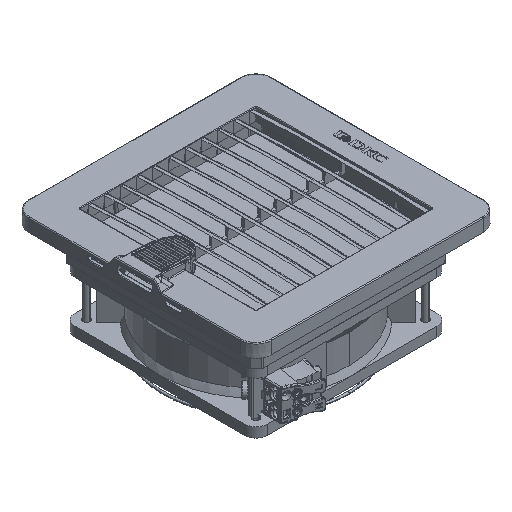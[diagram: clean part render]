
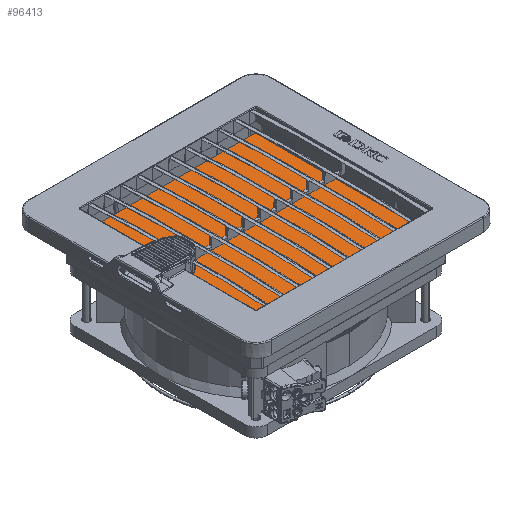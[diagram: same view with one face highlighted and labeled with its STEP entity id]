
A CAD part, isometric view. The second image highlights one B-rep face of the part: STEP entity #96413.
In plain terms, the highlighted planar face has unit normal (0, 0, 1).
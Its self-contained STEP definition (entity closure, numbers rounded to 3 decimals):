
#668 = DIRECTION ( 'NONE',  ( 1., 0., 0. ) ) ;
#7892 = VERTEX_POINT ( 'NONE', #122076 ) ;
#9338 = LINE ( 'NONE', #57564, #150569 ) ;
#9607 = CARTESIAN_POINT ( 'NONE',  ( 54.447, -54.547, 10. ) ) ;
#11157 = VERTEX_POINT ( 'NONE', #210354 ) ;
#21469 = FACE_OUTER_BOUND ( 'NONE', #176076, .T. ) ;
#23479 = AXIS2_PLACEMENT_3D ( 'NONE', #74609, #91698, #210854 ) ;
#25480 = VERTEX_POINT ( 'NONE', #53574 ) ;
#28604 = ORIENTED_EDGE ( 'NONE', *, *, #38020, .T. ) ;
#33850 = LINE ( 'NONE', #164707, #73749 ) ;
#38020 = EDGE_CURVE ( 'NONE', #11157, #66532, #194222, .T. ) ;
#40983 = EDGE_CURVE ( 'NONE', #66532, #25480, #192797, .T. ) ;
#53574 = CARTESIAN_POINT ( 'NONE',  ( 54.447, 54.547, 10. ) ) ;
#57564 = CARTESIAN_POINT ( 'NONE',  ( -54.447, 54.547, 10. ) ) ;
#58208 = VECTOR ( 'NONE', #668, 1000. ) ;
#60949 = DIRECTION ( 'NONE',  ( 0., 1., 0. ) ) ;
#62720 = EDGE_CURVE ( 'NONE', #7892, #11157, #33850, .T. ) ;
#66532 = VERTEX_POINT ( 'NONE', #67315 ) ;
#67315 = CARTESIAN_POINT ( 'NONE',  ( 54.447, -54.547, 10. ) ) ;
#73749 = VECTOR ( 'NONE', #130386, 1000. ) ;
#74609 = CARTESIAN_POINT ( 'NONE',  ( 0., 0., 10. ) ) ;
#80656 = EDGE_CURVE ( 'NONE', #25480, #7892, #9338, .T. ) ;
#85478 = CARTESIAN_POINT ( 'NONE',  ( -54.447, -54.547, 10. ) ) ;
#89181 = ORIENTED_EDGE ( 'NONE', *, *, #40983, .T. ) ;
#91698 = DIRECTION ( 'NONE',  ( 0., 0., -1. ) ) ;
#96000 = ORIENTED_EDGE ( 'NONE', *, *, #80656, .T. ) ;
#96413 = ADVANCED_FACE ( 'NONE', ( #21469 ), #176724, .F. ) ;
#114222 = ORIENTED_EDGE ( 'NONE', *, *, #62720, .T. ) ;
#122076 = CARTESIAN_POINT ( 'NONE',  ( -54.447, 54.547, 10. ) ) ;
#130386 = DIRECTION ( 'NONE',  ( 0., -1., 0. ) ) ;
#150569 = VECTOR ( 'NONE', #159669, 1000. ) ;
#159669 = DIRECTION ( 'NONE',  ( -1., 0., 0. ) ) ;
#164707 = CARTESIAN_POINT ( 'NONE',  ( -54.447, -54.547, 10. ) ) ;
#176076 = EDGE_LOOP ( 'NONE', ( #89181, #96000, #114222, #28604 ) ) ;
#176724 = PLANE ( 'NONE',  #23479 ) ;
#192797 = LINE ( 'NONE', #9607, #205798 ) ;
#194222 = LINE ( 'NONE', #85478, #58208 ) ;
#205798 = VECTOR ( 'NONE', #60949, 1000. ) ;
#210354 = CARTESIAN_POINT ( 'NONE',  ( -54.447, -54.547, 10. ) ) ;
#210854 = DIRECTION ( 'NONE',  ( -1., 0., 0. ) ) ;
